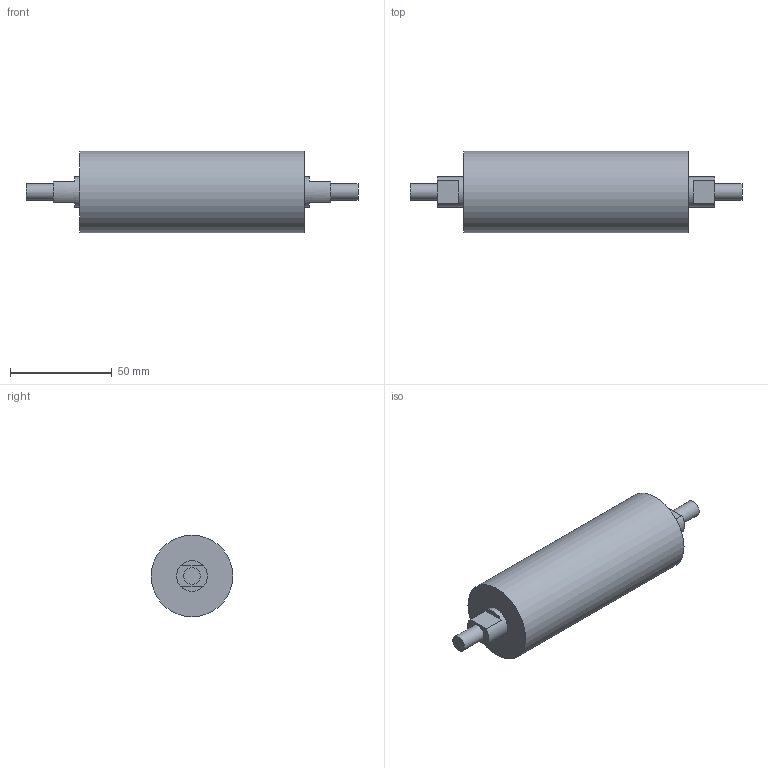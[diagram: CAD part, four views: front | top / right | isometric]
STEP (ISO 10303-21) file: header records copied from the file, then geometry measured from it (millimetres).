
FILE_DESCRIPTION (( 'STEP AP203' ), '1' );
FILE_NAME ('20250619 STEP 10261.STEP', '2025-06-19T04:38:38', ( '' ), ( '' ), 'SwSTEP 2.0', 'SolidWorks 2024', '' );
FILE_SCHEMA (( 'CONFIG_CONTROL_DESIGN' ));
Length unit declared in the file: millimetre
Products named in the file (1): 20250619 STEP 10261
Bounding box: 163 x 40 x 40 mm (x, y, z)
Volume: 143368.7 mm3; surface area: 18179.8 mm2
Topology: 1 solids, 1 shells, 19 faces, 41 edges, 28 vertices
Faces by surface type: plane 14, cylinder 5
Full cylindrical faces by diameter (mm): 8 x2, 15 x2, 40 x1
Entity records: 543 total; most frequent: DIRECTION 88, CARTESIAN_POINT 76, ORIENTED_EDGE 64, AXIS2_PLACEMENT_3D 36, EDGE_CURVE 32, EDGE_LOOP 28, VERTEX_POINT 24, FACE_OUTER_BOUND 24
